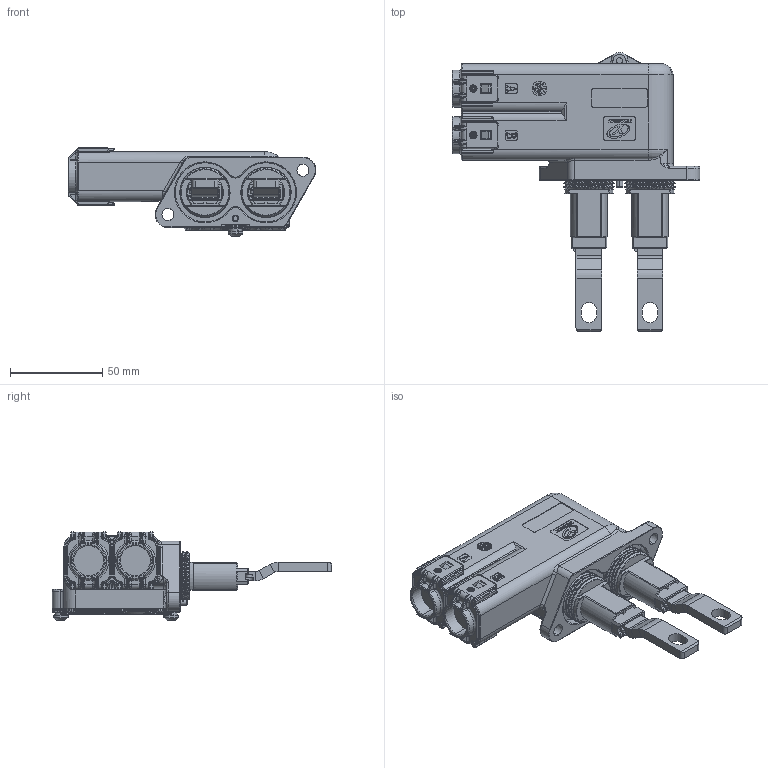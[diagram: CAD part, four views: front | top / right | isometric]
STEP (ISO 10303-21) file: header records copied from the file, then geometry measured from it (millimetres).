
FILE_DESCRIPTION (( 'STEP AP214' ), '1' );
FILE_NAME ('YG196-459A-S1.2.STEP', '2020-09-01T10:47:07', ( 'yguser' ), ( 'yongguikeji' ), 'SwSTEP 2.0', 'SolidWorks 2018', '' );
FILE_SCHEMA (( 'AUTOMOTIVE_DESIGN' ));
Length unit declared in the file: millimetre
Products named in the file (1): YG196-459A-S1.2
Bounding box: 134 x 150.95 x 47.61 mm (x, y, z)
Volume: 250539.9 mm3; surface area: 56430.4 mm2
Topology: 1 solids, 16 shells, 4319 faces, 11214 edges, 6950 vertices
Faces by surface type: plane 1888, bspline 980, cylinder 846, torus 359, cone 135, sphere 111
Entity records: 224755 total; most frequent: CARTESIAN_POINT 79389, ORIENTED_EDGE 22082, DIRECTION 17629, EDGE_CURVE 11041, VERTEX_POINT 6950, VECTOR 6169, LINE 6169, AXIS2_PLACEMENT_3D 5730
